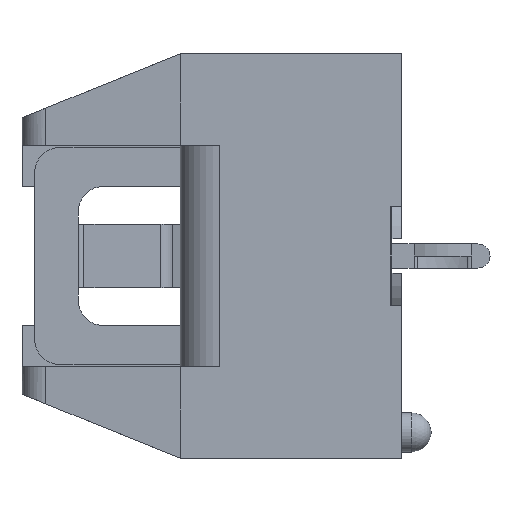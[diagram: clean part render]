
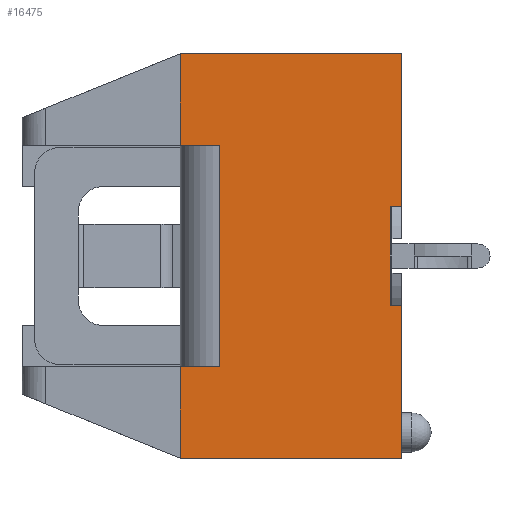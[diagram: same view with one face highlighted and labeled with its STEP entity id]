
A CAD part, left-side view. The second image highlights one B-rep face of the part: STEP entity #16475.
In plain terms, the highlighted planar face has unit normal (-1, 0, 0).
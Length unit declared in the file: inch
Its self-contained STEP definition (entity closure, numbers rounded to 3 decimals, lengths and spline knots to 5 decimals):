
#2771 = CARTESIAN_POINT ( 'NONE',  ( -0.675, 0.335, 0.32 ) ) ;
#2773 = DIRECTION ( 'NONE',  ( 0., -1., 0. ) ) ;
#2774 = VECTOR ( 'NONE', #2773, 39.37008 ) ;
#2775 = CARTESIAN_POINT ( 'NONE',  ( -0.675, 0., 0.32 ) ) ;
#2776 = LINE ( 'NONE', #2775, #2774 ) ;
#2786 = CARTESIAN_POINT ( 'NONE',  ( -0.675, -0.015, 0.32 ) ) ;
#4276 = DIRECTION ( 'NONE',  ( 0., 1., 0. ) ) ;
#4277 = VECTOR ( 'NONE', #4276, 39.37008 ) ;
#4278 = CARTESIAN_POINT ( 'NONE',  ( -0.675, 0., -0.32 ) ) ;
#4279 = LINE ( 'NONE', #4278, #4277 ) ;
#4315 = CARTESIAN_POINT ( 'NONE',  ( -0.675, 0.335, -0.32 ) ) ;
#4900 = DIRECTION ( 'NONE',  ( 0., 0., 1. ) ) ;
#4901 = VECTOR ( 'NONE', #4900, 39.37008 ) ;
#4902 = CARTESIAN_POINT ( 'NONE',  ( -0.675, -0.015, 0.32 ) ) ;
#4903 = LINE ( 'NONE', #4902, #4901 ) ;
#4904 = LINE ( 'NONE', #4959, #4958 ) ;
#4905 = CARTESIAN_POINT ( 'NONE',  ( -0.675, 0.003, 0.0775 ) ) ;
#4906 = DIRECTION ( 'NONE',  ( 0., 0., -1. ) ) ;
#4907 = DIRECTION ( 'NONE',  ( -1., 0., 0. ) ) ;
#4908 = CARTESIAN_POINT ( 'NONE',  ( -0.675, 0.585, 0.32 ) ) ;
#4909 = AXIS2_PLACEMENT_3D ( 'NONE', #4908, #4907, #4906 ) ;
#4910 = PLANE ( 'NONE',  #4909 ) ;
#4911 = FACE_OUTER_BOUND ( 'NONE', #16477, .T. ) ;
#4912 = DIRECTION ( 'NONE',  ( 0., 0., -1. ) ) ;
#4913 = VECTOR ( 'NONE', #4912, 39.37008 ) ;
#4914 = CARTESIAN_POINT ( 'NONE',  ( -0.675, 0.003, 0.0775 ) ) ;
#4915 = LINE ( 'NONE', #4914, #4913 ) ;
#4916 = CARTESIAN_POINT ( 'NONE',  ( -0.675, 0.335, 0.175 ) ) ;
#4917 = DIRECTION ( 'NONE',  ( 0., 1., 0. ) ) ;
#4918 = VECTOR ( 'NONE', #4917, 39.37008 ) ;
#4919 = CARTESIAN_POINT ( 'NONE',  ( -0.675, -0.015, 0.0775 ) ) ;
#4925 = LINE ( 'NONE', #4919, #4918 ) ;
#4932 = CARTESIAN_POINT ( 'NONE',  ( -0.675, -0.015, 0.0775 ) ) ;
#4933 = CARTESIAN_POINT ( 'NONE',  ( -0.675, 0.335, -0.175 ) ) ;
#4934 = DIRECTION ( 'NONE',  ( 0., 1., 0. ) ) ;
#4935 = VECTOR ( 'NONE', #4934, 39.37008 ) ;
#4936 = CARTESIAN_POINT ( 'NONE',  ( -0.675, 0.585, -0.175 ) ) ;
#4937 = LINE ( 'NONE', #4936, #4935 ) ;
#4938 = DIRECTION ( 'NONE',  ( 0., 0., -1. ) ) ;
#4939 = VECTOR ( 'NONE', #4938, 39.37008 ) ;
#4940 = CARTESIAN_POINT ( 'NONE',  ( -0.675, 0.273, 0.32 ) ) ;
#4941 = LINE ( 'NONE', #4940, #4939 ) ;
#4942 = CARTESIAN_POINT ( 'NONE',  ( -0.675, 0.273, 0.175 ) ) ;
#4943 = CARTESIAN_POINT ( 'NONE',  ( -0.675, 0.273, -0.175 ) ) ;
#4944 = CARTESIAN_POINT ( 'NONE',  ( -0.675, 0.003, -0.0775 ) ) ;
#4953 = DIRECTION ( 'NONE',  ( 0., -1., 0. ) ) ;
#4954 = VECTOR ( 'NONE', #4953, 39.37008 ) ;
#4955 = CARTESIAN_POINT ( 'NONE',  ( -0.675, 0.585, 0.175 ) ) ;
#4956 = LINE ( 'NONE', #4955, #4954 ) ;
#4957 = DIRECTION ( 'NONE',  ( 0., 0., -1. ) ) ;
#4958 = VECTOR ( 'NONE', #4957, 39.37008 ) ;
#4959 = CARTESIAN_POINT ( 'NONE',  ( -0.675, 0.335, 0.32 ) ) ;
#4973 = DIRECTION ( 'NONE',  ( 0., 1., 0. ) ) ;
#4974 = VECTOR ( 'NONE', #4973, 39.37008 ) ;
#4975 = CARTESIAN_POINT ( 'NONE',  ( -0.675, -0.015, -0.0775 ) ) ;
#4976 = LINE ( 'NONE', #4975, #4974 ) ;
#4977 = CARTESIAN_POINT ( 'NONE',  ( -0.675, -0.015, -0.0775 ) ) ;
#4984 = DIRECTION ( 'NONE',  ( 0., 0., 1. ) ) ;
#4985 = VECTOR ( 'NONE', #4984, 39.37008 ) ;
#4986 = CARTESIAN_POINT ( 'NONE',  ( -0.675, -0.015, -0.32 ) ) ;
#4987 = LINE ( 'NONE', #4986, #4985 ) ;
#4988 = DIRECTION ( 'NONE',  ( 0., 0., -1. ) ) ;
#4989 = VECTOR ( 'NONE', #4988, 39.37008 ) ;
#4991 = CARTESIAN_POINT ( 'NONE',  ( -0.675, 0.335, 0.32 ) ) ;
#4992 = LINE ( 'NONE', #4991, #4989 ) ;
#13368 = VERTEX_POINT ( 'NONE', #20116 ) ;
#15360 = EDGE_CURVE ( 'NONE', #15363, #15382, #2776, .T. ) ;
#15363 = VERTEX_POINT ( 'NONE', #2771 ) ;
#15382 = VERTEX_POINT ( 'NONE', #2786 ) ;
#16135 = EDGE_CURVE ( 'NONE', #13368, #16153, #4279, .T. ) ;
#16153 = VERTEX_POINT ( 'NONE', #4315 ) ;
#16469 = ORIENTED_EDGE ( 'NONE', *, *, #16470, .F. ) ;
#16470 = EDGE_CURVE ( 'NONE', #16496, #16476, #4925, .T. ) ;
#16471 = ORIENTED_EDGE ( 'NONE', *, *, #16478, .T. ) ;
#16473 = VERTEX_POINT ( 'NONE', #4916 ) ;
#16474 = EDGE_CURVE ( 'NONE', #16476, #16487, #4915, .T. ) ;
#16475 = ADVANCED_FACE ( 'NONE', ( #4911 ), #4910, .T. ) ;
#16476 = VERTEX_POINT ( 'NONE', #4905 ) ;
#16477 = EDGE_LOOP ( 'NONE', ( #16484, #16469, #16471, #16479, #16480, #16482, #16490, #16492, #16498, #16501, #16502, #16506 ) ) ;
#16478 = EDGE_CURVE ( 'NONE', #16496, #15382, #4903, .T. ) ;
#16479 = ORIENTED_EDGE ( 'NONE', *, *, #15360, .F. ) ;
#16480 = ORIENTED_EDGE ( 'NONE', *, *, #16481, .T. ) ;
#16481 = EDGE_CURVE ( 'NONE', #15363, #16473, #4904, .T. ) ;
#16482 = ORIENTED_EDGE ( 'NONE', *, *, #16483, .T. ) ;
#16483 = EDGE_CURVE ( 'NONE', #16473, #16489, #4956, .T. ) ;
#16484 = ORIENTED_EDGE ( 'NONE', *, *, #16474, .F. ) ;
#16487 = VERTEX_POINT ( 'NONE', #4944 ) ;
#16488 = VERTEX_POINT ( 'NONE', #4943 ) ;
#16489 = VERTEX_POINT ( 'NONE', #4942 ) ;
#16490 = ORIENTED_EDGE ( 'NONE', *, *, #16491, .T. ) ;
#16491 = EDGE_CURVE ( 'NONE', #16489, #16488, #4941, .T. ) ;
#16492 = ORIENTED_EDGE ( 'NONE', *, *, #16493, .T. ) ;
#16493 = EDGE_CURVE ( 'NONE', #16488, #16494, #4937, .T. ) ;
#16494 = VERTEX_POINT ( 'NONE', #4933 ) ;
#16496 = VERTEX_POINT ( 'NONE', #4932 ) ;
#16498 = ORIENTED_EDGE ( 'NONE', *, *, #16499, .T. ) ;
#16499 = EDGE_CURVE ( 'NONE', #16494, #16153, #4992, .T. ) ;
#16501 = ORIENTED_EDGE ( 'NONE', *, *, #16135, .F. ) ;
#16502 = ORIENTED_EDGE ( 'NONE', *, *, #16503, .T. ) ;
#16503 = EDGE_CURVE ( 'NONE', #13368, #16505, #4987, .T. ) ;
#16505 = VERTEX_POINT ( 'NONE', #4977 ) ;
#16506 = ORIENTED_EDGE ( 'NONE', *, *, #16507, .T. ) ;
#16507 = EDGE_CURVE ( 'NONE', #16505, #16487, #4976, .T. ) ;
#20116 = CARTESIAN_POINT ( 'NONE',  ( -0.675, -0.015, -0.32 ) ) ;
